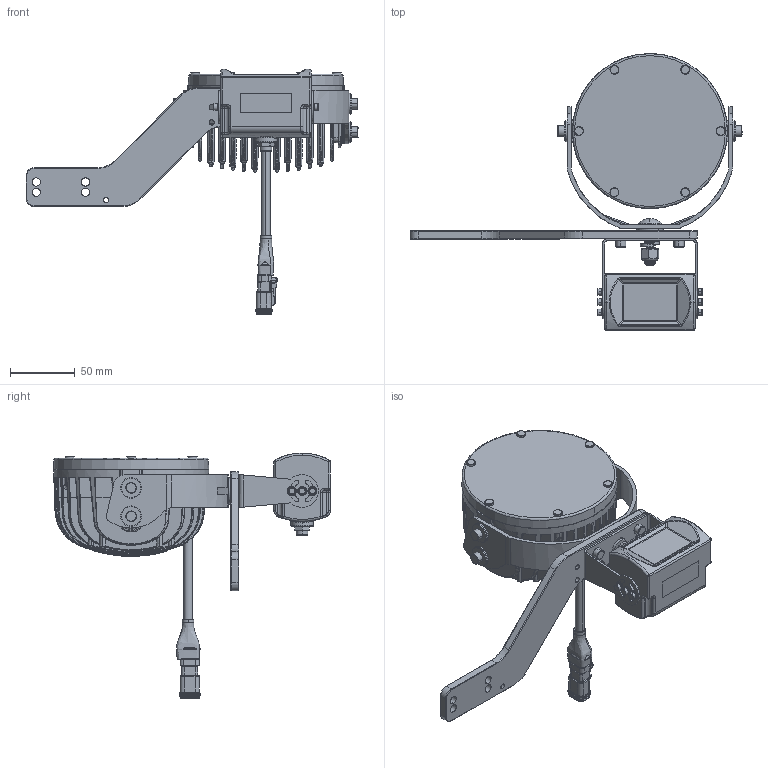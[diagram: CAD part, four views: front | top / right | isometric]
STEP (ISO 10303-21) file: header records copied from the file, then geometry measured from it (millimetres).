
FILE_DESCRIPTION (( 'STEP AP214' ), '1' );
FILE_NAME ('LightAndVideo.STEP', '2023-02-27T22:21:43', ( '' ), ( '' ), 'SwSTEP 2.0', 'SolidWorks 2021', '' );
FILE_SCHEMA (( 'AUTOMOTIVE_DESIGN' ));
Length unit declared in the file: inch
Products named in the file (1): LightAndVideo
Bounding box: 256.69 x 214.13 x 190.04 mm (x, y, z)
Volume: 489266.4 mm3; surface area: 238325.5 mm2
Topology: 3 solids, 17 shells, 2055 faces, 5322 edges, 3329 vertices
Faces by surface type: bspline 602, plane 561, cylinder 532, cone 250, torus 87, sphere 23
Entity records: 145467 total; most frequent: CARTESIAN_POINT 75387, ORIENTED_EDGE 10580, DIRECTION 7036, EDGE_CURVE 5290, VERTEX_POINT 3329, AXIS2_PLACEMENT_3D 2812, EDGE_LOOP 2171, B_SPLINE_CURVE_WITH_KNOTS 2137
